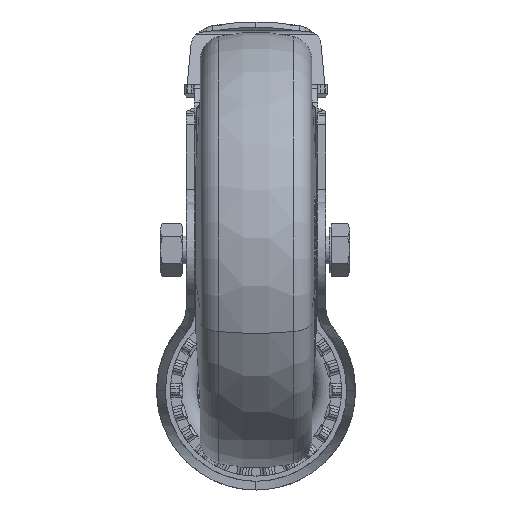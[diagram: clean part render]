
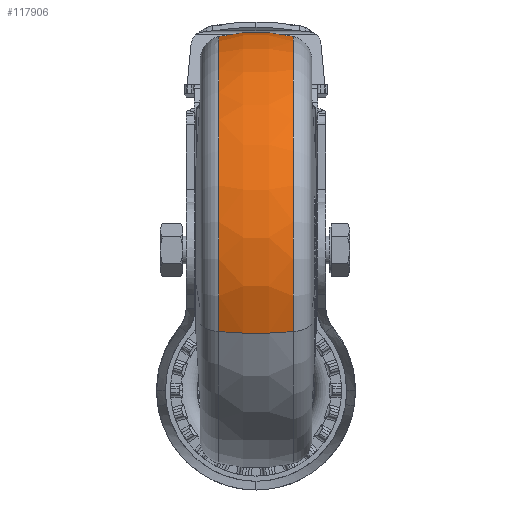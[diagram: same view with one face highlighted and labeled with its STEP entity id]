
A CAD part, front view. The second image highlights one B-rep face of the part: STEP entity #117906.
In plain terms, the highlighted toroidal (fillet/blend) face has major radius 17.5 mm and minor radius 45 mm.
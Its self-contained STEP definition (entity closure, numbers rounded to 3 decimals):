
#1122 = ORIENTED_EDGE ( 'NONE', *, *, #109895, .T. ) ;
#1859 = TOROIDAL_SURFACE ( 'NONE', #101285, 17.5, 45. ) ;
#2357 = DIRECTION ( 'NONE',  ( 0., 0., -1. ) ) ;
#7111 = CARTESIAN_POINT ( 'NONE',  ( 10.658, 0., -61.22 ) ) ;
#7602 = CIRCLE ( 'NONE', #12122, 61.22 ) ;
#12122 = AXIS2_PLACEMENT_3D ( 'NONE', #125558, #58781, #136764 ) ;
#12797 = DIRECTION ( 'NONE',  ( 0., -1., 0. ) ) ;
#20740 = CIRCLE ( 'NONE', #113083, 45. ) ;
#27468 = ORIENTED_EDGE ( 'NONE', *, *, #62266, .T. ) ;
#36638 = DIRECTION ( 'NONE',  ( 0., 0., -1. ) ) ;
#54768 = EDGE_CURVE ( 'NONE', #61282, #54983, #116098, .T. ) ;
#54983 = VERTEX_POINT ( 'NONE', #65226 ) ;
#58781 = DIRECTION ( 'NONE',  ( -1., 0., 0. ) ) ;
#61282 = VERTEX_POINT ( 'NONE', #134024 ) ;
#61463 = VERTEX_POINT ( 'NONE', #7111 ) ;
#62266 = EDGE_CURVE ( 'NONE', #54983, #139745, #20740, .T. ) ;
#63318 = DIRECTION ( 'NONE',  ( 0., 1., 0. ) ) ;
#63700 = AXIS2_PLACEMENT_3D ( 'NONE', #136462, #69725, #2357 ) ;
#65226 = CARTESIAN_POINT ( 'NONE',  ( -10.658, 0., 61.22 ) ) ;
#69725 = DIRECTION ( 'NONE',  ( 1., 0., 0. ) ) ;
#76664 = CARTESIAN_POINT ( 'NONE',  ( 10.658, 0., 61.22 ) ) ;
#79070 = CIRCLE ( 'NONE', #131689, 45. ) ;
#80163 = CARTESIAN_POINT ( 'NONE',  ( 0., 0., -17.5 ) ) ;
#91358 = DIRECTION ( 'NONE',  ( 1., 0., 0. ) ) ;
#91561 = CARTESIAN_POINT ( 'NONE',  ( 0., 0., 0. ) ) ;
#95850 = ORIENTED_EDGE ( 'NONE', *, *, #54768, .T. ) ;
#101285 = AXIS2_PLACEMENT_3D ( 'NONE', #91561, #103727, #36638 ) ;
#102469 = EDGE_CURVE ( 'NONE', #61282, #61463, #79070, .T. ) ;
#103727 = DIRECTION ( 'NONE',  ( 1., 0., 0. ) ) ;
#109895 = EDGE_CURVE ( 'NONE', #139745, #61463, #7602, .T. ) ;
#111914 = EDGE_LOOP ( 'NONE', ( #95850, #27468, #1122, #112939 ) ) ;
#112939 = ORIENTED_EDGE ( 'NONE', *, *, #102469, .F. ) ;
#113083 = AXIS2_PLACEMENT_3D ( 'NONE', #130133, #63318, #141333 ) ;
#116098 = CIRCLE ( 'NONE', #63700, 61.22 ) ;
#117906 = ADVANCED_FACE ( 'NONE', ( #128012 ), #1859, .T. ) ;
#125558 = CARTESIAN_POINT ( 'NONE',  ( 10.658, 0., 0. ) ) ;
#128012 = FACE_OUTER_BOUND ( 'NONE', #111914, .T. ) ;
#130133 = CARTESIAN_POINT ( 'NONE',  ( 0., 0., 17.5 ) ) ;
#131689 = AXIS2_PLACEMENT_3D ( 'NONE', #80163, #12797, #91358 ) ;
#134024 = CARTESIAN_POINT ( 'NONE',  ( -10.658, 0., -61.22 ) ) ;
#136462 = CARTESIAN_POINT ( 'NONE',  ( -10.658, 0., 0. ) ) ;
#136764 = DIRECTION ( 'NONE',  ( 0., 0., 1. ) ) ;
#139745 = VERTEX_POINT ( 'NONE', #76664 ) ;
#141333 = DIRECTION ( 'NONE',  ( 0., 0., 1. ) ) ;
